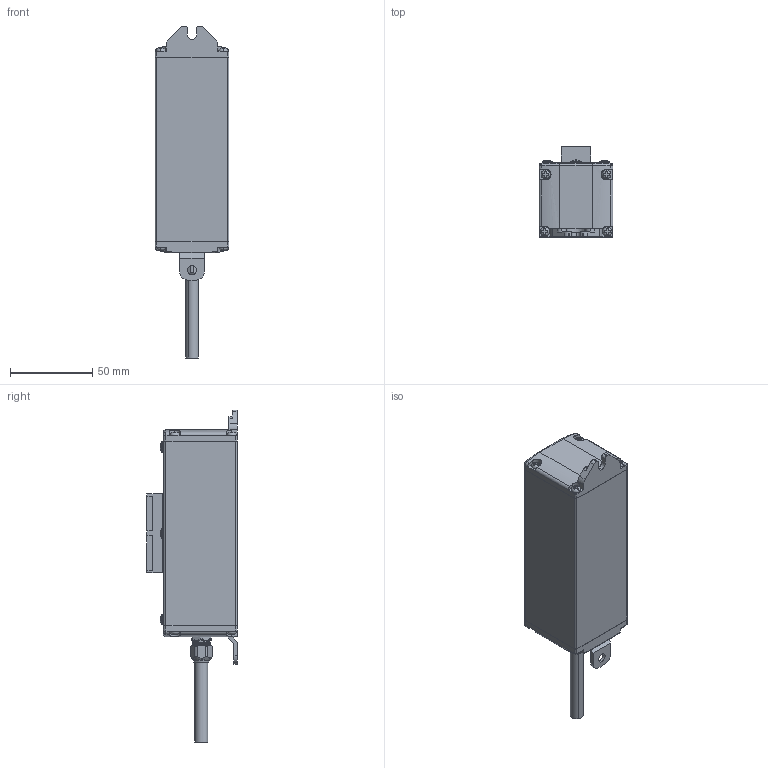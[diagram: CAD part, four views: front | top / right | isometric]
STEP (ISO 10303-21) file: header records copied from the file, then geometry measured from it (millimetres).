
FILE_DESCRIPTION (( 'STEP AP203' ), '1' );
FILE_NAME ('R4C-203-STP.step', '2024-06-21T06:46:35', ( '' ), ( '' ), 'SwSTEP 2.0', 'SolidWorks 2011', '' );
FILE_SCHEMA (( 'CONFIG_CONTROL_DESIGN' ));
Length unit declared in the file: millimetre
Products named in the file (1): R4C-203-STP
Bounding box: 45 x 55 x 201.9 mm (x, y, z)
Volume: 264806.9 mm3; surface area: 33251.9 mm2
Topology: 3 solids, 5 shells, 554 faces, 1474 edges, 956 vertices
Faces by surface type: plane 340, cylinder 109, torus 38, cone 37, bspline 22, sphere 8
Entity records: 21739 total; most frequent: CARTESIAN_POINT 8142, ORIENTED_EDGE 2948, DIRECTION 2686, EDGE_CURVE 1474, VERTEX_POINT 956, AXIS2_PLACEMENT_3D 930, LINE 826, VECTOR 826
